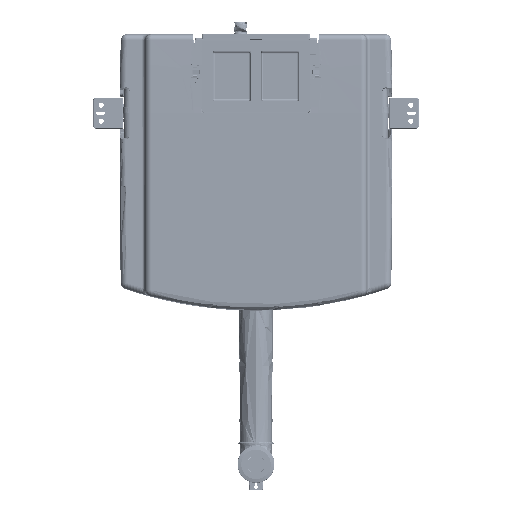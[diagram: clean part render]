
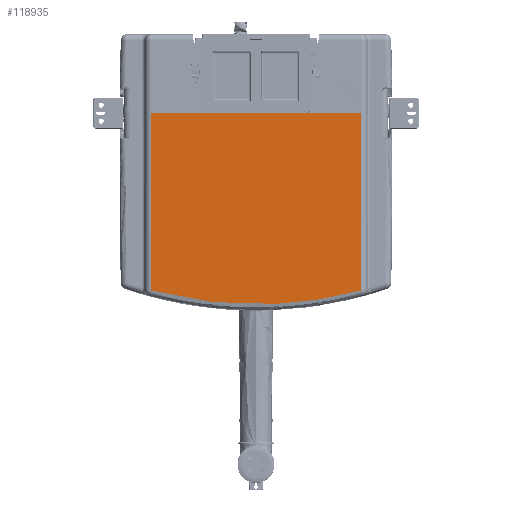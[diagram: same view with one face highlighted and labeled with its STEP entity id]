
A CAD part, top view. The second image highlights one B-rep face of the part: STEP entity #118935.
In plain terms, the highlighted cylindrical face has radius 31245.7 mm (diameter 62491.4 mm), a partial arc.
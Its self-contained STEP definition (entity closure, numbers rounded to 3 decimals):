
#113122=CARTESIAN_POINT('',(-170.,-287.467,
59.316));
#113123=CARTESIAN_POINT('',(-154.161,-291.761,
59.277));
#113124=CARTESIAN_POINT('',(-122.262,-299.124,
59.207));
#113125=CARTESIAN_POINT('',(-73.618,-306.54,
59.135));
#113126=CARTESIAN_POINT('',(-24.586,-310.254,
59.098));
#113127=CARTESIAN_POINT('',(24.586,-310.254,
59.098));
#113128=CARTESIAN_POINT('',(73.618,-306.54,
59.135));
#113129=CARTESIAN_POINT('',(122.262,-299.124,
59.207));
#113130=CARTESIAN_POINT('',(154.161,-291.761,
59.277));
#113131=CARTESIAN_POINT('',(170.,-287.467,
59.316));
#113133=CARTESIAN_POINT('',(-170.,0.,-31185.06));
#113134=DIRECTION('',(1.,0.,0.));
#113135=DIRECTION('',(0.,0.,1.));
#113136=AXIS2_PLACEMENT_3D('',#113133,#113134,#113135);
#113138=DIRECTION('',(1.,0.,0.));
#113139=VECTOR('',#113138,205.);
#113140=CARTESIAN_POINT('',(-102.5,0.,60.639));
#113141=LINE('',#113140,#113139);
#113142=CARTESIAN_POINT('',(170.,0.,-31185.06));
#113143=DIRECTION('',(-1.,0.,0.));
#113144=DIRECTION('',(0.,-0.009,1.));
#113145=AXIS2_PLACEMENT_3D('',#113142,#113143,#113144);
#113328=DIRECTION('',(-1.,0.,0.));
#113329=VECTOR('',#113328,67.5);
#113330=CARTESIAN_POINT('',(170.,0.,60.639));
#113331=LINE('',#113330,#113329);
#113399=DIRECTION('',(-1.,0.,0.));
#113400=VECTOR('',#113399,67.5);
#113401=CARTESIAN_POINT('',(-102.5,0.,60.639));
#113402=LINE('',#113401,#113400);
#115676=CARTESIAN_POINT('',(170.,0.,60.639));
#115678=VERTEX_POINT('',#115676);
#115680=CARTESIAN_POINT('',(-170.,0.,60.639));
#115682=VERTEX_POINT('',#115680);
#115704=CARTESIAN_POINT('',(170.,-287.467,59.316));
#115705=VERTEX_POINT('',#115704);
#115706=VERTEX_POINT('',#113122);
#116141=CARTESIAN_POINT('',(-102.5,0.,60.639));
#116142=CARTESIAN_POINT('',(102.5,0.,60.639));
#116143=VERTEX_POINT('',#116141);
#116144=VERTEX_POINT('',#116142);
#118917=CARTESIAN_POINT('',(-219.,0.,-31185.06));
#118918=DIRECTION('',(1.,0.,0.));
#118919=DIRECTION('',(0.,0.,-1.));
#118920=AXIS2_PLACEMENT_3D('',#118917,#118918,#118919);
#118921=CYLINDRICAL_SURFACE('',#118920,31245.698);
#118923=ORIENTED_EDGE('',*,*,#118922,.F.);
#118925=ORIENTED_EDGE('',*,*,#118924,.F.);
#118927=ORIENTED_EDGE('',*,*,#118926,.F.);
#118928=ORIENTED_EDGE('',*,*,#118819,.T.);
#118930=ORIENTED_EDGE('',*,*,#118929,.F.);
#118932=ORIENTED_EDGE('',*,*,#118931,.F.);
#118933=EDGE_LOOP('',(#118923,#118925,#118927,#118928,#118930,#118932));
#118934=FACE_OUTER_BOUND('',#118933,.F.);
#118935=ADVANCED_FACE('',(#118934),#118921,.T.);
#113132=B_SPLINE_CURVE_WITH_KNOTS('',3,(#113122,#113123,#113124,#113125,#113126,
#113127,#113128,#113129,#113130,#113131),.UNSPECIFIED.,.F.,.F.,(4,1,1,1,1,1,1,
4),(0.,0.143,0.286,0.429,
0.571,0.714,0.857,1.),.UNSPECIFIED.);
#113137=CIRCLE('',#113136,31245.698);
#113146=CIRCLE('',#113145,31245.698);
#118819=EDGE_CURVE('',#116143,#116144,#113141,.T.);
#118922=EDGE_CURVE('',#115706,#115705,#113132,.T.);
#118924=EDGE_CURVE('',#115682,#115706,#113137,.T.);
#118926=EDGE_CURVE('',#116143,#115682,#113402,.T.);
#118929=EDGE_CURVE('',#115678,#116144,#113331,.T.);
#118931=EDGE_CURVE('',#115705,#115678,#113146,.T.);
